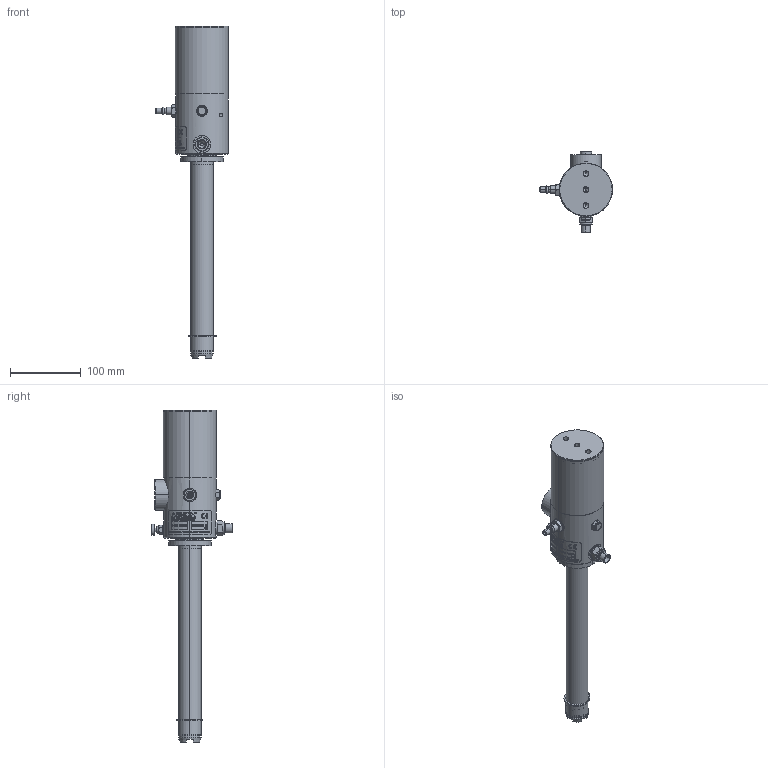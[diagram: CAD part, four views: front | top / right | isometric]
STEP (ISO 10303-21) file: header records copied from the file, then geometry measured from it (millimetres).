
FILE_DESCRIPTION((''),'2;1');
FILE_NAME('40600-10_ASM','2020-02-07T10:22:27',('colin.felber'),(''),'CREO PARAMETRIC BY PTC INC, 2017380','CREO PARAMETRIC BY PTC INC, 2017380','');
FILE_SCHEMA(('CONFIG_CONTROL_DESIGN'));
Products named in the file (62): 48700-00_AF0; 48708-00; 48705-00; 48706-00; 48704-00_ASM; 48707-00; FRPKL-63X6_1X2; AS568A53_57X3_53NBR70; GLRIPK63X3_55; AS568A56_82X2_62NBR70; 48702-00; 48703-01; AS568A63_09X3_53NBR75; 48701-00; 48710-00; AS568A13_94X2_62FPM75; 48722-00; 48716-00; 48715-01; 000-01146; 000-01145; 000-00720; 000-01157_ASM; 000-01144; ISO14581M3X16_8_8; 48733-00; 48134-01; 80200-00; 35521-GEB; D5401_1_8Z-ST-KL3; 35522-00; 35591-00_ASM; 50602-01; 80338-00; 50602-00_ASM; NI300_14X24; 82761-00; D472AD26S1_2-ST-SW; METRISCH30X2NBR70; DIN2098Z1_8X11_6X20X15_3 ...
Assembly tree (65 placements, depth 4):
  40600-10_ASM
    48750-00_ASM
      48700-00_AF0
      48708-00
      48704-00_ASM
        48705-00
        48706-00
      48707-00
      FRPKL-63X6_1X2
      AS568A53_57X3_53NBR70
      GLRIPK63X3_55
      AS568A56_82X2_62NBR70
      48702-00
      48703-01
      AS568A63_09X3_53NBR75  x2
      48701-00
      48710-00
      AS568A13_94X2_62FPM75  x2
      48722-00
      48716-00
      48715-01
      000-01146
      000-01157_ASM
        000-01145
        000-00720
      000-01144
      ISO14581M3X16_8_8  x2
      48733-00
      48134-01
      80200-00
      35591-00_ASM
        35521-GEB
        D5401_1_8Z-ST-KL3
        35522-00
      50602-00_ASM
        50602-01
        80338-00
      NI300_14X24
      82761-00
      D472AD26S1_2-ST-SW
      METRISCH30X2NBR70
      DIN2098Z1_8X11_6X20X15_3
      D5401_3_5M-V2A-KL3  x2
      METRISCH38X1_NBR
    48340-25
    40204-16
    48335-00
    48336-00
    40201-00_ASM
      40203-00
      40202-00
      RINGFEDER_NR8
    A_P13_7X20
    000-20240
    49302-00
    AS568A20_24X2_62_FPM
    FRHKL-28X5_6X2_5
    GLRIPT28X3_2
    D5401_5_8Z-ST-KL3
    DFK1_0X10_5X14X20X11
Bounding box: 103.1 x 114.03 x 469 mm (x, y, z)
Volume: 770322.6 mm3; surface area: 335622 mm2
Topology: 59 solids, 99 shells, 4263 faces, 11263 edges, 7327 vertices
Faces by surface type: plane 1668, bspline 1420, cylinder 708, cone 263, torus 190, sphere 10, extrusion 4
Entity records: 168102 total; most frequent: CARTESIAN_POINT 66204, ORIENTED_EDGE 22110, DIRECTION 18507, EDGE_CURVE 11139, VERTEX_POINT 7284, VECTOR 7199, LINE 7195, AXIS2_PLACEMENT_3D 5654
